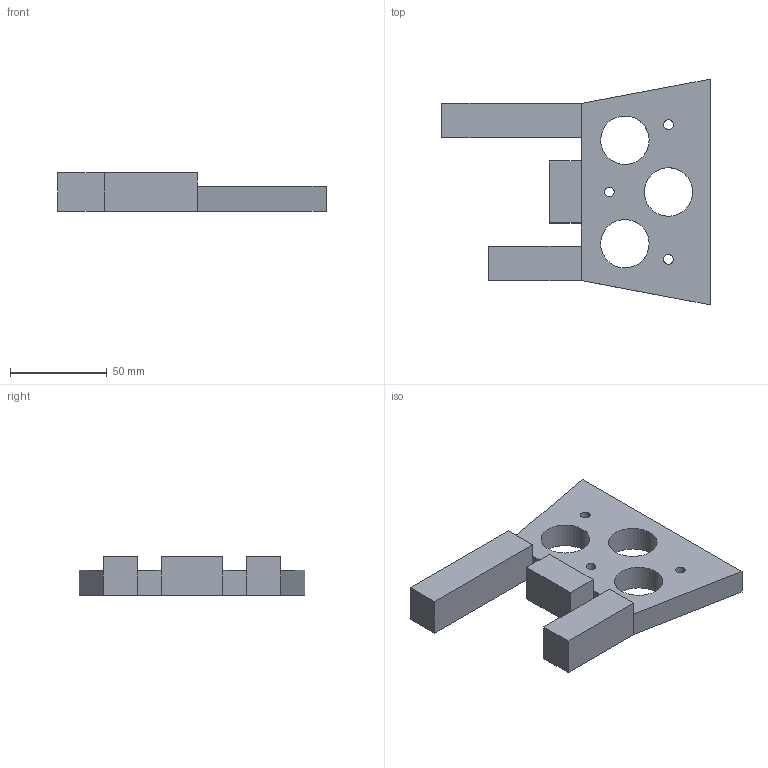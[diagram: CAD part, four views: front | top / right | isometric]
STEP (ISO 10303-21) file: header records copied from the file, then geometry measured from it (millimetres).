
FILE_DESCRIPTION(/* description */ (''),/* implementation_level */ '2;1');
FILE_NAME(/* name */ 'BP9RSP~T',/* time_stamp */ '2013-12-27T15:59:09+01:00',/* author */ (''),/* organization */ (''),/* preprocessor_version */ 'ST-DEVELOPER v15',/* originating_system */ '',/* authorisation */ '');
FILE_SCHEMA (('AUTOMOTIVE_DESIGN'));
Length unit declared in the file: millimetre
Products named in the file (1): Document
Bounding box: 138.5 x 116.5 x 20 mm (x, y, z)
Volume: 123117.8 mm3; surface area: 30634.5 mm2
Topology: 1 solids, 1 shells, 34 faces, 90 edges, 58 vertices
Faces by surface type: plane 22, bspline 12
Entity records: 1062 total; most frequent: CARTESIAN_POINT 454, ORIENTED_EDGE 180, EDGE_CURVE 90, VERTEX_POINT 58, B_SPLINE_CURVE_WITH_KNOTS 54, EDGE_LOOP 46, ADVANCED_FACE 34, FACE_OUTER_BOUND 34
